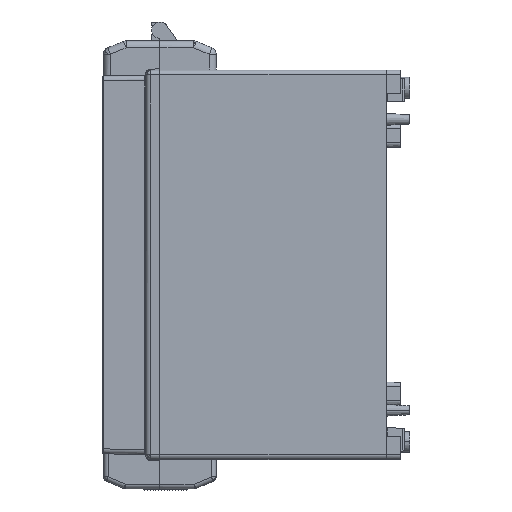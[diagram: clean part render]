
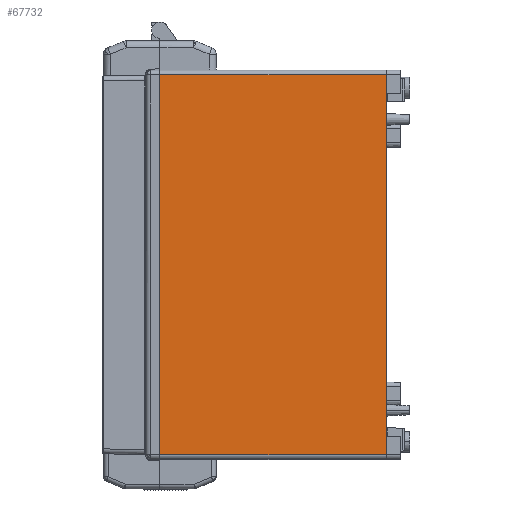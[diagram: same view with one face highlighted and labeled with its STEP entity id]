
A CAD part, left-side view. The second image highlights one B-rep face of the part: STEP entity #67732.
In plain terms, the highlighted planar face has unit normal (-1, 0, 0).
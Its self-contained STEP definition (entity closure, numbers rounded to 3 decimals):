
#20022 = FACE_OUTER_BOUND ( 'NONE', #57094, .T. ) ;
#20029 = AXIS2_PLACEMENT_3D ( 'NONE', #21688, #21689, #21690 ) ;
#21687 = PLANE ( 'NONE',  #20029 ) ;
#21688 = CARTESIAN_POINT ( 'NONE',  ( 1275.836, 46.894, 40.11 ) ) ;
#21689 = DIRECTION ( 'NONE',  ( 1., 0., 0. ) ) ;
#21690 = DIRECTION ( 'NONE',  ( 0., 0., -1. ) ) ;
#29842 = CARTESIAN_POINT ( 'NONE',  ( 1275.836, -1.356, -40.89 ) ) ;
#29847 = CARTESIAN_POINT ( 'NONE',  ( 1275.836, -1.356, 121.11 ) ) ;
#29849 = CARTESIAN_POINT ( 'NONE',  ( 1275.836, 95.144, -40.89 ) ) ;
#29962 = CARTESIAN_POINT ( 'NONE',  ( 1275.836, 95.144, 121.11 ) ) ;
#52862 = VECTOR ( 'NONE', #85979, 1000. ) ;
#52874 = VECTOR ( 'NONE', #85948, 1000. ) ;
#54351 = EDGE_CURVE ( 'NONE', #57437, #57444, #85946, .T. ) ;
#54355 = EDGE_CURVE ( 'NONE', #57557, #57442, #85975, .T. ) ;
#57094 = EDGE_LOOP ( 'NONE', ( #65157, #65158, #65156, #65160 ) ) ;
#57437 = VERTEX_POINT ( 'NONE', #29842 ) ;
#57442 = VERTEX_POINT ( 'NONE', #29847 ) ;
#57444 = VERTEX_POINT ( 'NONE', #29849 ) ;
#57557 = VERTEX_POINT ( 'NONE', #29962 ) ;
#62711 = EDGE_CURVE ( 'NONE', #57444, #57557, #82428, .T. ) ;
#62934 = EDGE_CURVE ( 'NONE', #57437, #57442, #83244, .T. ) ;
#65156 = ORIENTED_EDGE ( 'NONE', *, *, #54355, .F. ) ;
#65157 = ORIENTED_EDGE ( 'NONE', *, *, #54351, .F. ) ;
#65158 = ORIENTED_EDGE ( 'NONE', *, *, #62934, .T. ) ;
#65160 = ORIENTED_EDGE ( 'NONE', *, *, #62711, .F. ) ;
#67732 = ADVANCED_FACE ( 'NONE', ( #20022 ), #21687, .F. ) ;
#78923 = VECTOR ( 'NONE', #82430, 1000. ) ;
#82428 = LINE ( 'NONE', #82429, #78923 ) ;
#82429 = CARTESIAN_POINT ( 'NONE',  ( 1275.836, 95.144, 40.11 ) ) ;
#82430 = DIRECTION ( 'NONE',  ( 0., 0., 1. ) ) ;
#83244 = LINE ( 'NONE', #83245, #83510 ) ;
#83245 = CARTESIAN_POINT ( 'NONE',  ( 1275.836, -1.356, 40.11 ) ) ;
#83246 = DIRECTION ( 'NONE',  ( 0., 0., 1. ) ) ;
#83510 = VECTOR ( 'NONE', #83246, 1000. ) ;
#85946 = LINE ( 'NONE', #85947, #52874 ) ;
#85947 = CARTESIAN_POINT ( 'NONE',  ( 1275.836, 46.894, -40.89 ) ) ;
#85948 = DIRECTION ( 'NONE',  ( 0., 1., 0. ) ) ;
#85975 = LINE ( 'NONE', #85977, #52862 ) ;
#85977 = CARTESIAN_POINT ( 'NONE',  ( 1275.836, 46.894, 121.11 ) ) ;
#85979 = DIRECTION ( 'NONE',  ( 0., -1., 0. ) ) ;
